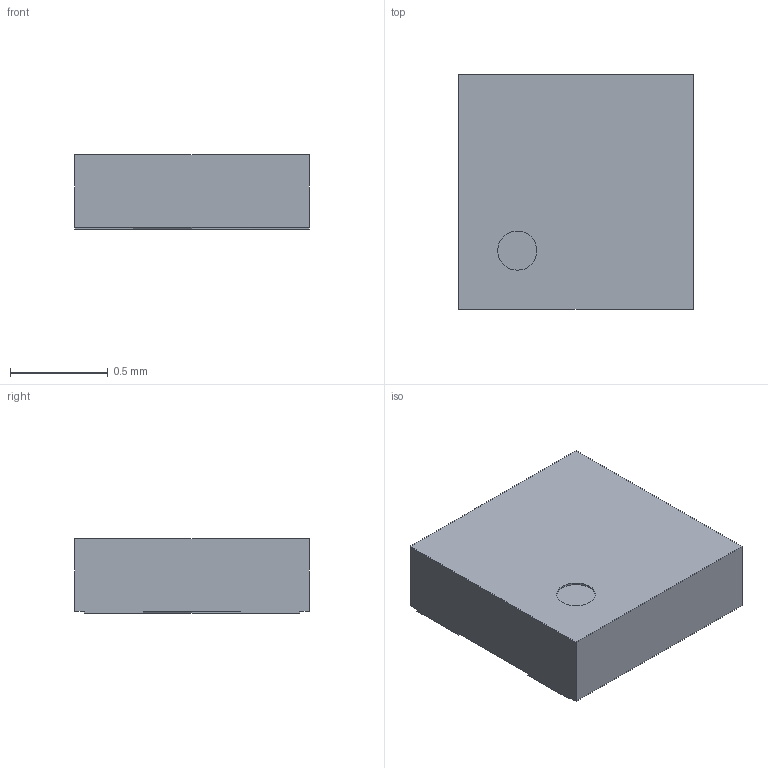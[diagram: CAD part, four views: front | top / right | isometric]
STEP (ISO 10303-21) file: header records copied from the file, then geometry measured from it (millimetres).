
FILE_DESCRIPTION (( 'STEP AP214' ), '1' );
FILE_NAME ('User Library-TCR5AM11,LF.STEP', '2020-06-03T15:31:35', ( '' ), ( '' ), 'SwSTEP 2.0', 'SolidWorks 2019', '' );
FILE_SCHEMA (( 'AUTOMOTIVE_DESIGN' ));
Length unit declared in the file: millimetre
Products named in the file (1): User Library-TCR5AM11,LF
Bounding box: 1.2 x 1.2 x 0.38 mm (x, y, z)
Volume: 0.5 mm3; surface area: 4.7 mm2
Topology: 1 solids, 1 shells, 37 faces, 99 edges, 66 vertices
Faces by surface type: plane 35, cylinder 2
Entity records: 1512 total; most frequent: CARTESIAN_POINT 203, ORIENTED_EDGE 198, DIRECTION 179, EDGE_CURVE 99, LINE 95, VECTOR 95, VERTEX_POINT 66, AXIS2_PLACEMENT_3D 42
